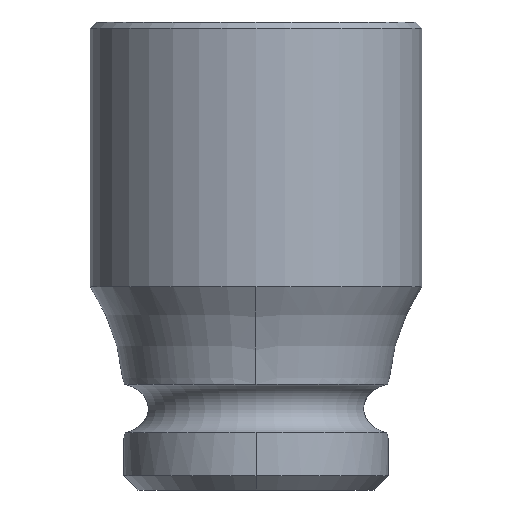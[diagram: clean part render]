
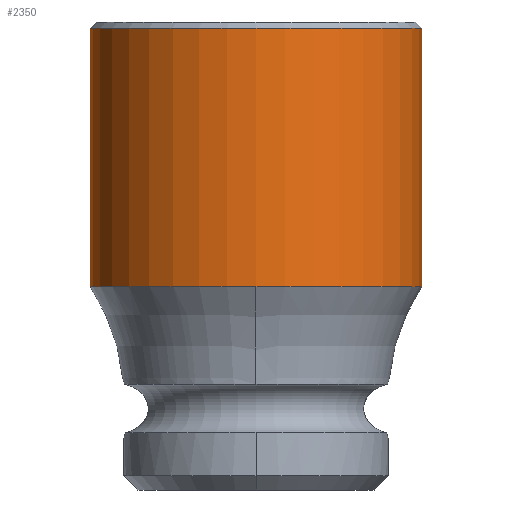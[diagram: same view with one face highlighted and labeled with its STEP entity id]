
A CAD part, left-side view. The second image highlights one B-rep face of the part: STEP entity #2350.
In plain terms, the highlighted cylindrical face has radius 8.15 mm (diameter 16.3 mm), a partial arc.
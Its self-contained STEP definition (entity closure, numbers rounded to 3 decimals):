
#1014=CARTESIAN_POINT('',(0.,0.,22.7));
#1015=DIRECTION('',(0.,0.,1.));
#1016=DIRECTION('',(0.,1.,0.));
#1017=AXIS2_PLACEMENT_3D('',#1014,#1015,#1016);
#1019=CARTESIAN_POINT('',(0.,0.,10.));
#1020=DIRECTION('',(0.,0.,1.));
#1021=DIRECTION('',(-1.,0.,0.));
#1022=AXIS2_PLACEMENT_3D('',#1019,#1020,#1021);
#1024=CARTESIAN_POINT('',(0.,0.,10.));
#1025=DIRECTION('',(0.,0.,1.));
#1026=DIRECTION('',(0.,1.,0.));
#1027=AXIS2_PLACEMENT_3D('',#1024,#1025,#1026);
#1034=DIRECTION('',(0.,0.,1.));
#1035=VECTOR('',#1034,12.7);
#1036=CARTESIAN_POINT('',(0.,8.15,10.));
#1037=LINE('',#1036,#1035);
#1038=DIRECTION('',(0.,0.,1.));
#1039=VECTOR('',#1038,12.7);
#1040=CARTESIAN_POINT('',(0.,-8.15,10.));
#1041=LINE('',#1040,#1039);
#1290=CARTESIAN_POINT('',(0.,8.15,10.));
#1291=CARTESIAN_POINT('',(-8.15,0.,10.));
#1292=VERTEX_POINT('',#1290);
#1293=VERTEX_POINT('',#1291);
#1294=CARTESIAN_POINT('',(0.,-8.15,10.));
#1295=VERTEX_POINT('',#1294);
#1308=CARTESIAN_POINT('',(0.,-8.15,22.7));
#1309=CARTESIAN_POINT('',(0.,8.15,22.7));
#1310=VERTEX_POINT('',#1308);
#1311=VERTEX_POINT('',#1309);
#2335=CARTESIAN_POINT('',(0.,0.,9.35));
#2336=DIRECTION('',(0.,0.,1.));
#2337=DIRECTION('',(0.,1.,0.));
#2338=AXIS2_PLACEMENT_3D('',#2335,#2336,#2337);
#2339=CYLINDRICAL_SURFACE('',#2338,8.15);
#2340=ORIENTED_EDGE('',*,*,#2329,.T.);
#2342=ORIENTED_EDGE('',*,*,#2341,.F.);
#2344=ORIENTED_EDGE('',*,*,#2343,.F.);
#2345=ORIENTED_EDGE('',*,*,#1566,.F.);
#2347=ORIENTED_EDGE('',*,*,#2346,.T.);
#2348=EDGE_LOOP('',(#2340,#2342,#2344,#2345,#2347));
#2349=FACE_OUTER_BOUND('',#2348,.F.);
#2350=ADVANCED_FACE('',(#2349),#2339,.T.);
#1018=CIRCLE('',#1017,8.15);
#1023=CIRCLE('',#1022,8.15);
#1028=CIRCLE('',#1027,8.15);
#1566=EDGE_CURVE('',#1292,#1293,#1028,.T.);
#2329=EDGE_CURVE('',#1311,#1310,#1018,.T.);
#2341=EDGE_CURVE('',#1295,#1310,#1041,.T.);
#2343=EDGE_CURVE('',#1293,#1295,#1023,.T.);
#2346=EDGE_CURVE('',#1292,#1311,#1037,.T.);
